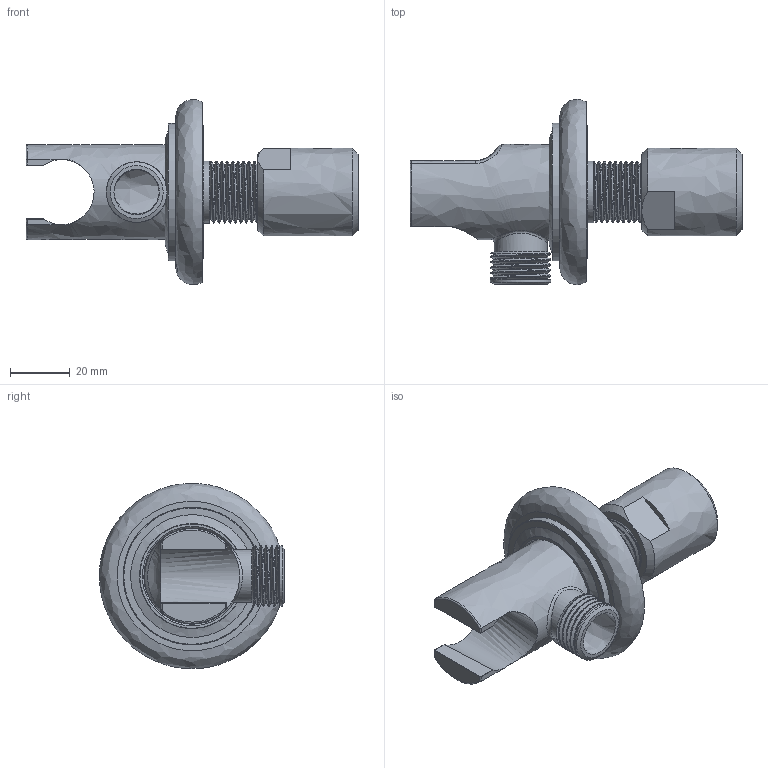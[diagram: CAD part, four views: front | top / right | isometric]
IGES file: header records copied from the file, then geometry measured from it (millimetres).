
Global section: file name: V266-A WALL BRACKET; native system: Autodesk Inventor 2020; preprocessor: unknown; author: rclarke; date: 20200721.081757; units: millimetre
Bounding box: 111 x 61.92 x 61.87 mm (x, y, z)
Volume: 62700 mm3; surface area: 37434.6 mm2
Topology: 11 solids, 11 shells, 165 faces, 429 edges, 294 vertices
Faces by surface type: bspline 165
